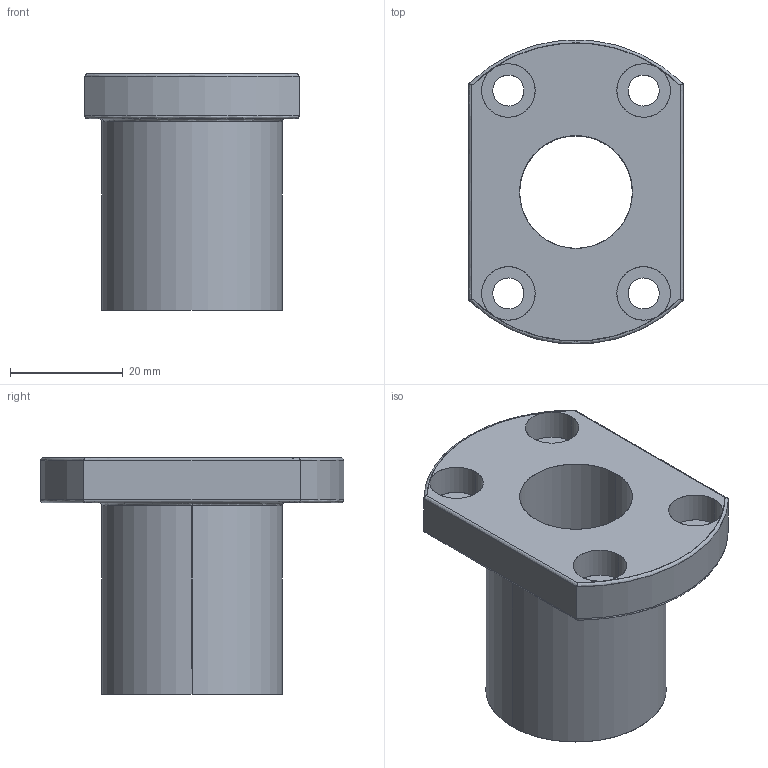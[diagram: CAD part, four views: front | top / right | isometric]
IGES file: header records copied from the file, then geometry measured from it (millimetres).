
Start section: SolidWorks IGES file using analytic representation for surfaces
Global section: file name: LMH20UU.IGS; native system: SolidWorks 2019; preprocessor: SolidWorks 2019; author: clevs; date: 210523.222149; units: millimetre
Bounding box: 38 x 53.86 x 42 mm (x, y, z)
Surface area: 10987.3 mm2 (no closed solid volume)
Topology: 0 solids, 0 shells, 41 faces, 964 edges, 964 vertices
Faces by surface type: revolution 26, bspline 15
